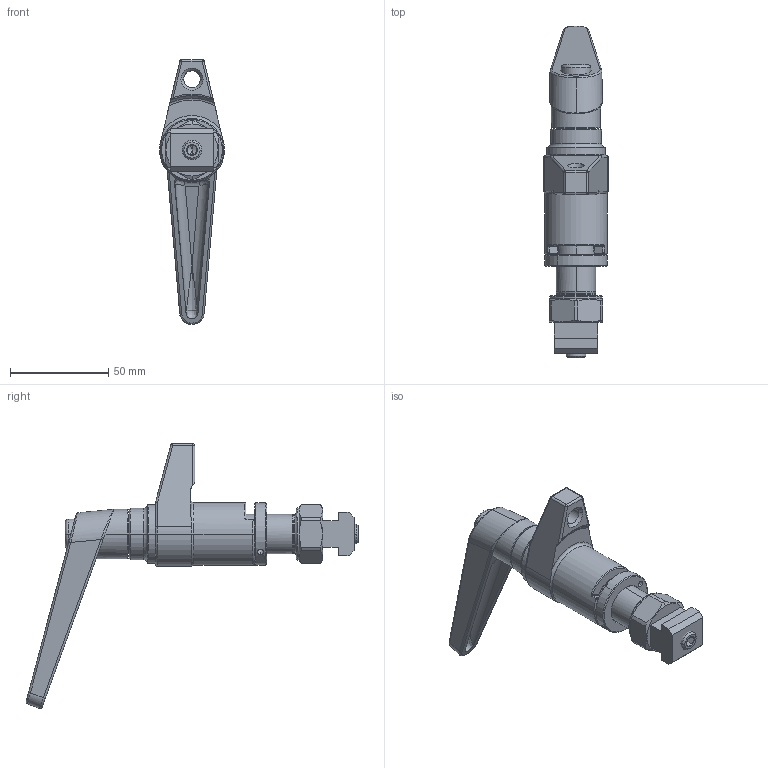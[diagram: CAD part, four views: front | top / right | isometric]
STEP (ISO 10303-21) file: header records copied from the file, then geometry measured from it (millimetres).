
FILE_DESCRIPTION (( 'STEP AP214' ), '1' );
FILE_NAME ('23310.0040_65mm.STEP', '2023-06-14T06:58:31', ( '' ), ( '' ), 'SwSTEP 2.0', 'SolidWorks 2021', '' );
FILE_SCHEMA (( 'AUTOMOTIVE_DESIGN' ));
Length unit declared in the file: millimetre
Products named in the file (1): 23310.0040_65mm
Bounding box: 33 x 168.86 x 134.72 mm (x, y, z)
Volume: 108374.1 mm3; surface area: 26026.8 mm2
Topology: 2 solids, 2 shells, 265 faces, 627 edges, 369 vertices
Faces by surface type: cylinder 101, cone 62, plane 54, bspline 24, torus 20, sphere 4
Entity records: 11923 total; most frequent: CARTESIAN_POINT 3315, ORIENTED_EDGE 1236, DIRECTION 1162, EDGE_CURVE 618, AXIS2_PLACEMENT_3D 473, VERTEX_POINT 369, EDGE_LOOP 285, FACE_OUTER_BOUND 265
